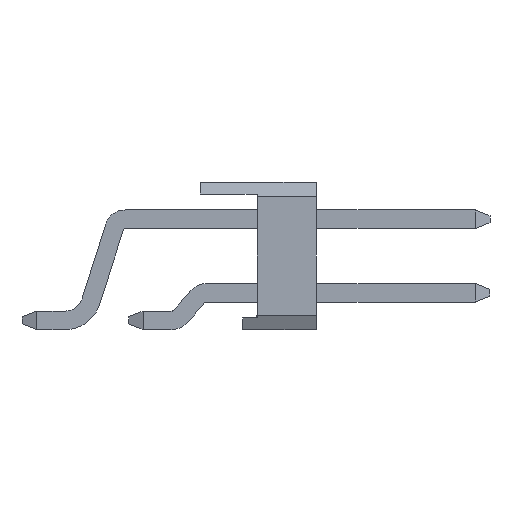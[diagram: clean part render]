
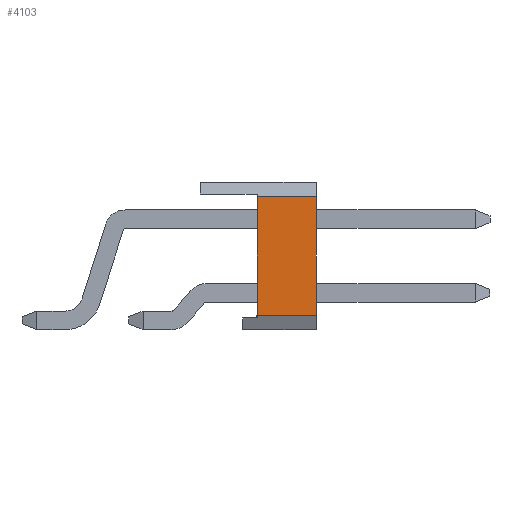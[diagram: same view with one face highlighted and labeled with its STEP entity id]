
A CAD part, left-side view. The second image highlights one B-rep face of the part: STEP entity #4103.
In plain terms, the highlighted planar face has unit normal (-1, 0, 0).
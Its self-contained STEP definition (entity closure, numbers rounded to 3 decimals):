
#32 = ORIENTED_EDGE ( 'NONE', *, *, #6130, .T. ) ;
#203 = CARTESIAN_POINT ( 'NONE',  ( -5.08, 0.77, 2.04 ) ) ;
#236 = FACE_OUTER_BOUND ( 'NONE', #6075, .T. ) ;
#256 = CARTESIAN_POINT ( 'NONE',  ( -5.08, 0., -2.04 ) ) ;
#377 = AXIS2_PLACEMENT_3D ( 'NONE', #2224, #2682, #5545 ) ;
#482 = EDGE_CURVE ( 'NONE', #2668, #2827, #3134, .T. ) ;
#714 = LINE ( 'NONE', #2759, #984 ) ;
#721 = CARTESIAN_POINT ( 'NONE',  ( -5.08, 0.77, -2.14 ) ) ;
#734 = ORIENTED_EDGE ( 'NONE', *, *, #2836, .F. ) ;
#956 = VERTEX_POINT ( 'NONE', #203 ) ;
#984 = VECTOR ( 'NONE', #3245, 1000. ) ;
#1260 = DIRECTION ( 'NONE',  ( 0., 1., 0. ) ) ;
#2031 = ORIENTED_EDGE ( 'NONE', *, *, #3203, .F. ) ;
#2224 = CARTESIAN_POINT ( 'NONE',  ( -5.08, 0., 0. ) ) ;
#2294 = CARTESIAN_POINT ( 'NONE',  ( -5.08, 0.77, -2.04 ) ) ;
#2668 = VERTEX_POINT ( 'NONE', #3038 ) ;
#2682 = DIRECTION ( 'NONE',  ( -1., 0., 0. ) ) ;
#2704 = DIRECTION ( 'NONE',  ( 0., 0., -1. ) ) ;
#2759 = CARTESIAN_POINT ( 'NONE',  ( -5.08, 0., 2.04 ) ) ;
#2827 = VERTEX_POINT ( 'NONE', #6206 ) ;
#2836 = EDGE_CURVE ( 'NONE', #2668, #4287, #3740, .T. ) ;
#3038 = CARTESIAN_POINT ( 'NONE',  ( -5.08, -1.27, -2.04 ) ) ;
#3134 = LINE ( 'NONE', #6124, #3687 ) ;
#3203 = EDGE_CURVE ( 'NONE', #956, #2827, #714, .T. ) ;
#3245 = DIRECTION ( 'NONE',  ( 0., -1., 0. ) ) ;
#3687 = VECTOR ( 'NONE', #5579, 1000. ) ;
#3740 = LINE ( 'NONE', #256, #4670 ) ;
#4103 = ADVANCED_FACE ( 'NONE', ( #236 ), #4613, .T. ) ;
#4287 = VERTEX_POINT ( 'NONE', #2294 ) ;
#4613 = PLANE ( 'NONE',  #377 ) ;
#4670 = VECTOR ( 'NONE', #1260, 1000. ) ;
#5017 = ORIENTED_EDGE ( 'NONE', *, *, #482, .T. ) ;
#5375 = LINE ( 'NONE', #721, #6235 ) ;
#5545 = DIRECTION ( 'NONE',  ( 0., 0., 1. ) ) ;
#5579 = DIRECTION ( 'NONE',  ( 0., 0., 1. ) ) ;
#6075 = EDGE_LOOP ( 'NONE', ( #2031, #32, #734, #5017 ) ) ;
#6124 = CARTESIAN_POINT ( 'NONE',  ( -5.08, -1.27, -2.54 ) ) ;
#6130 = EDGE_CURVE ( 'NONE', #956, #4287, #5375, .T. ) ;
#6206 = CARTESIAN_POINT ( 'NONE',  ( -5.08, -1.27, 2.04 ) ) ;
#6235 = VECTOR ( 'NONE', #2704, 1000. ) ;
